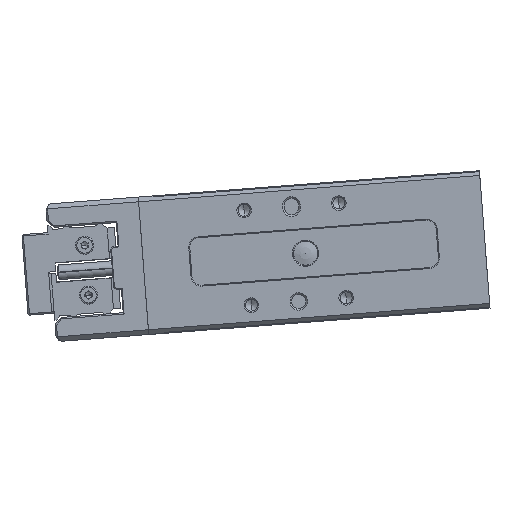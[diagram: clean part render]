
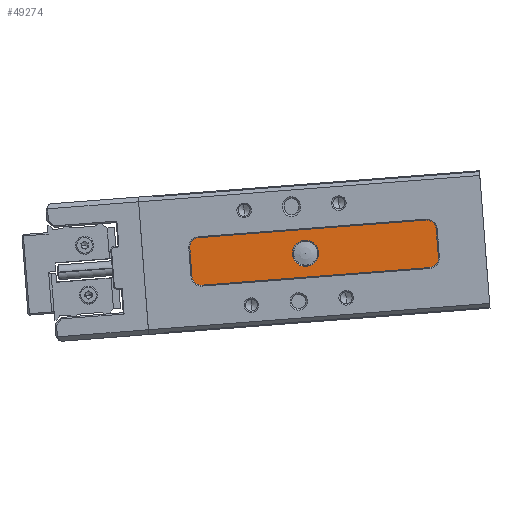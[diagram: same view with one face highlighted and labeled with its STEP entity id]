
A CAD part, left-side view. The second image highlights one B-rep face of the part: STEP entity #49274.
In plain terms, the highlighted planar face has unit normal (-1, 0, 0).
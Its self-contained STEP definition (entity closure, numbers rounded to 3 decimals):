
#679 = AXIS2_PLACEMENT_3D ( 'NONE', #62261, #72998, #54877 ) ;
#1068 = VERTEX_POINT ( 'NONE', #61297 ) ;
#2301 = DIRECTION ( 'NONE',  ( 0., 0., -1. ) ) ;
#2670 = DIRECTION ( 'NONE',  ( -1., 0., 0. ) ) ;
#2671 = CARTESIAN_POINT ( 'NONE',  ( -27.3, -62.8, -3. ) ) ;
#3273 = DIRECTION ( 'NONE',  ( 0., -1., 0. ) ) ;
#5062 = CARTESIAN_POINT ( 'NONE',  ( -27.3, -62.8, 5. ) ) ;
#5102 = VERTEX_POINT ( 'NONE', #53291 ) ;
#5286 = FACE_BOUND ( 'NONE', #13578, .T. ) ;
#5292 = DIRECTION ( 'NONE',  ( 0., 0., 1. ) ) ;
#5724 = CIRCLE ( 'NONE', #41332, 2. ) ;
#6378 = VERTEX_POINT ( 'NONE', #45332 ) ;
#6406 = LINE ( 'NONE', #34257, #43061 ) ;
#6939 = ORIENTED_EDGE ( 'NONE', *, *, #69928, .T. ) ;
#8037 = VERTEX_POINT ( 'NONE', #23777 ) ;
#8076 = CARTESIAN_POINT ( 'NONE',  ( -27.3, -12.8, 5. ) ) ;
#9005 = CIRCLE ( 'NONE', #50461, 2. ) ;
#9476 = EDGE_CURVE ( 'NONE', #56881, #6378, #70551, .T. ) ;
#10478 = VERTEX_POINT ( 'NONE', #5062 ) ;
#13470 = AXIS2_PLACEMENT_3D ( 'NONE', #50543, #16783, #22324 ) ;
#13578 = EDGE_LOOP ( 'NONE', ( #33348, #55137 ) ) ;
#14295 = DIRECTION ( 'NONE',  ( 0., 0., -1. ) ) ;
#16443 = VECTOR ( 'NONE', #23335, 1000. ) ;
#16687 = EDGE_CURVE ( 'NONE', #10478, #20117, #17453, .T. ) ;
#16783 = DIRECTION ( 'NONE',  ( 1., 0., 0. ) ) ;
#17426 = DIRECTION ( 'NONE',  ( -1., 0., 0. ) ) ;
#17453 = LINE ( 'NONE', #67884, #16443 ) ;
#17888 = FACE_OUTER_BOUND ( 'NONE', #56008, .T. ) ;
#18453 = DIRECTION ( 'NONE',  ( 1., 0., 0. ) ) ;
#18584 = EDGE_CURVE ( 'NONE', #69865, #1068, #59583, .T. ) ;
#20117 = VERTEX_POINT ( 'NONE', #55820 ) ;
#21276 = CARTESIAN_POINT ( 'NONE',  ( -27.3, -62.8, 3. ) ) ;
#22211 = CARTESIAN_POINT ( 'NONE',  ( -27.3, -14.8, 3. ) ) ;
#22324 = DIRECTION ( 'NONE',  ( 0., 0., -1. ) ) ;
#22358 = EDGE_CURVE ( 'NONE', #5102, #52628, #6406, .T. ) ;
#23335 = DIRECTION ( 'NONE',  ( 0., 1., 0. ) ) ;
#23777 = CARTESIAN_POINT ( 'NONE',  ( -27.3, -14.8, -5. ) ) ;
#24199 = CARTESIAN_POINT ( 'NONE',  ( -27.3, -14.8, -3. ) ) ;
#26064 = CIRCLE ( 'NONE', #45032, 2. ) ;
#28499 = AXIS2_PLACEMENT_3D ( 'NONE', #24199, #2670, #2301 ) ;
#29680 = EDGE_CURVE ( 'NONE', #8037, #55242, #37800, .T. ) ;
#29971 = CARTESIAN_POINT ( 'NONE',  ( -27.3, -37., 0. ) ) ;
#30440 = ORIENTED_EDGE ( 'NONE', *, *, #62617, .T. ) ;
#33045 = EDGE_CURVE ( 'NONE', #52628, #10478, #9005, .T. ) ;
#33348 = ORIENTED_EDGE ( 'NONE', *, *, #9476, .T. ) ;
#33464 = CARTESIAN_POINT ( 'NONE',  ( -27.3, -64.8, 3. ) ) ;
#33784 = DIRECTION ( 'NONE',  ( 0., 0., -1. ) ) ;
#34257 = CARTESIAN_POINT ( 'NONE',  ( -27.3, -64.8, 5. ) ) ;
#37181 = DIRECTION ( 'NONE',  ( -1., 0., 0. ) ) ;
#37555 = EDGE_CURVE ( 'NONE', #6378, #56881, #58374, .T. ) ;
#37800 = LINE ( 'NONE', #48573, #49894 ) ;
#38111 = CARTESIAN_POINT ( 'NONE',  ( -27.3, -12.8, 3. ) ) ;
#41332 = AXIS2_PLACEMENT_3D ( 'NONE', #22211, #17426, #33784 ) ;
#41683 = EDGE_CURVE ( 'NONE', #20117, #69865, #5724, .T. ) ;
#43061 = VECTOR ( 'NONE', #5292, 1000. ) ;
#45032 = AXIS2_PLACEMENT_3D ( 'NONE', #2671, #37181, #64982 ) ;
#45332 = CARTESIAN_POINT ( 'NONE',  ( -27.3, -37., -2.75 ) ) ;
#46134 = VECTOR ( 'NONE', #48521, 1000. ) ;
#47418 = CARTESIAN_POINT ( 'NONE',  ( -27.3, -62.8, -5. ) ) ;
#48521 = DIRECTION ( 'NONE',  ( 0., 0., -1. ) ) ;
#48573 = CARTESIAN_POINT ( 'NONE',  ( -27.3, -12.8, -5. ) ) ;
#49274 = ADVANCED_FACE ( 'NONE', ( #5286, #17888 ), #67597, .F. ) ;
#49894 = VECTOR ( 'NONE', #3273, 1000. ) ;
#50281 = ORIENTED_EDGE ( 'NONE', *, *, #16687, .T. ) ;
#50461 = AXIS2_PLACEMENT_3D ( 'NONE', #21276, #55069, #14295 ) ;
#50543 = CARTESIAN_POINT ( 'NONE',  ( -27.3, -74.8, 0. ) ) ;
#52628 = VERTEX_POINT ( 'NONE', #33464 ) ;
#53291 = CARTESIAN_POINT ( 'NONE',  ( -27.3, -64.8, -3. ) ) ;
#54849 = AXIS2_PLACEMENT_3D ( 'NONE', #29971, #18453, #68867 ) ;
#54877 = DIRECTION ( 'NONE',  ( 0., 0., -1. ) ) ;
#55069 = DIRECTION ( 'NONE',  ( -1., 0., 0. ) ) ;
#55137 = ORIENTED_EDGE ( 'NONE', *, *, #37555, .T. ) ;
#55242 = VERTEX_POINT ( 'NONE', #47418 ) ;
#55820 = CARTESIAN_POINT ( 'NONE',  ( -27.3, -14.8, 5. ) ) ;
#56008 = EDGE_LOOP ( 'NONE', ( #67685, #62985, #50281, #72683, #65713, #30440, #72541, #6939 ) ) ;
#56881 = VERTEX_POINT ( 'NONE', #64563 ) ;
#58374 = CIRCLE ( 'NONE', #54849, 2.75 ) ;
#59583 = LINE ( 'NONE', #8076, #46134 ) ;
#61297 = CARTESIAN_POINT ( 'NONE',  ( -27.3, -12.8, -3. ) ) ;
#62261 = CARTESIAN_POINT ( 'NONE',  ( -27.3, -37., 0. ) ) ;
#62617 = EDGE_CURVE ( 'NONE', #1068, #8037, #69899, .T. ) ;
#62985 = ORIENTED_EDGE ( 'NONE', *, *, #33045, .T. ) ;
#64563 = CARTESIAN_POINT ( 'NONE',  ( -27.3, -37., 2.75 ) ) ;
#64982 = DIRECTION ( 'NONE',  ( 0., 0., -1. ) ) ;
#65713 = ORIENTED_EDGE ( 'NONE', *, *, #18584, .T. ) ;
#67597 = PLANE ( 'NONE',  #13470 ) ;
#67685 = ORIENTED_EDGE ( 'NONE', *, *, #22358, .T. ) ;
#67884 = CARTESIAN_POINT ( 'NONE',  ( -27.3, -12.8, 5. ) ) ;
#68867 = DIRECTION ( 'NONE',  ( 0., 0., -1. ) ) ;
#69865 = VERTEX_POINT ( 'NONE', #38111 ) ;
#69899 = CIRCLE ( 'NONE', #28499, 2. ) ;
#69928 = EDGE_CURVE ( 'NONE', #55242, #5102, #26064, .T. ) ;
#70551 = CIRCLE ( 'NONE', #679, 2.75 ) ;
#72541 = ORIENTED_EDGE ( 'NONE', *, *, #29680, .T. ) ;
#72683 = ORIENTED_EDGE ( 'NONE', *, *, #41683, .T. ) ;
#72998 = DIRECTION ( 'NONE',  ( 1., 0., 0. ) ) ;
